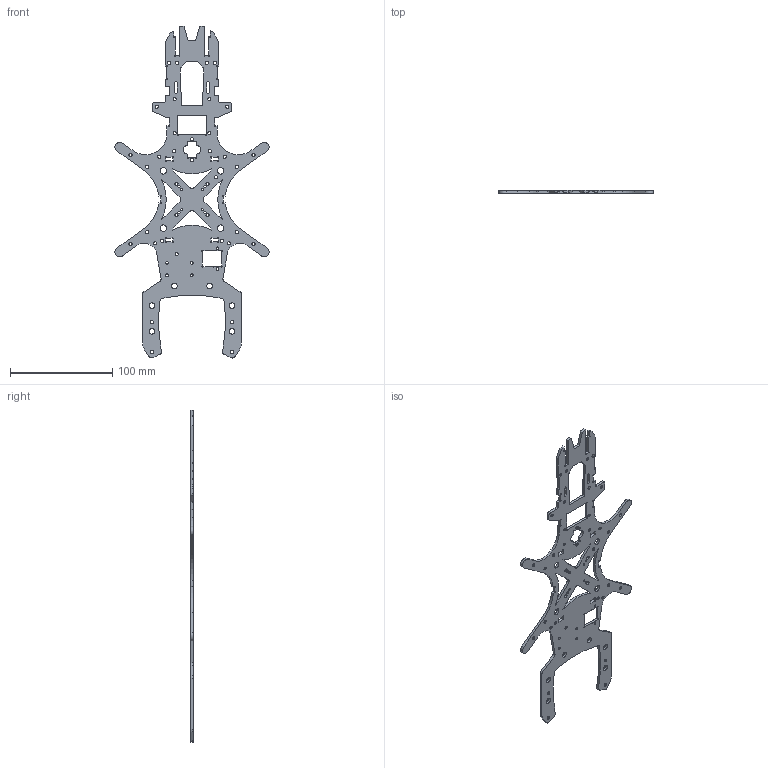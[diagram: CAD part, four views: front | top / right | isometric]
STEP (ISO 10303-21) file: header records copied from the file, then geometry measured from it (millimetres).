
FILE_DESCRIPTION (( 'STEP AP203' ), '1' );
FILE_NAME ('翋賦凳1.STEP', '2024-07-24T01:55:32', ( '' ), ( '' ), 'SwSTEP 2.0', 'SolidWorks 2020', '' );
FILE_SCHEMA (( 'CONFIG_CONTROL_DESIGN' ));
Length unit declared in the file: millimetre
Products named in the file (1): 翋賦凳1
Bounding box: 150.96 x 2.5 x 325.31 mm (x, y, z)
Volume: 40449.3 mm3; surface area: 39812.9 mm2
Topology: 1 solids, 1 shells, 517 faces, 1475 edges, 958 vertices
Faces by surface type: cylinder 286, plane 155, cone 76
Entity records: 17426 total; most frequent: DIRECTION 3155, CARTESIAN_POINT 2975, ORIENTED_EDGE 2950, EDGE_CURVE 1475, AXIS2_PLACEMENT_3D 1166, VERTEX_POINT 958, LINE 823, VECTOR 823
